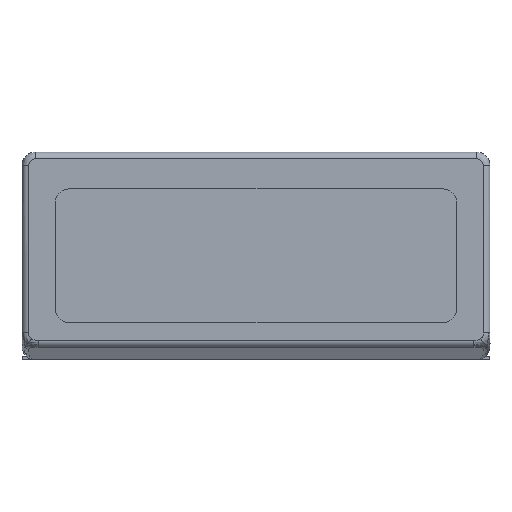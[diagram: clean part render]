
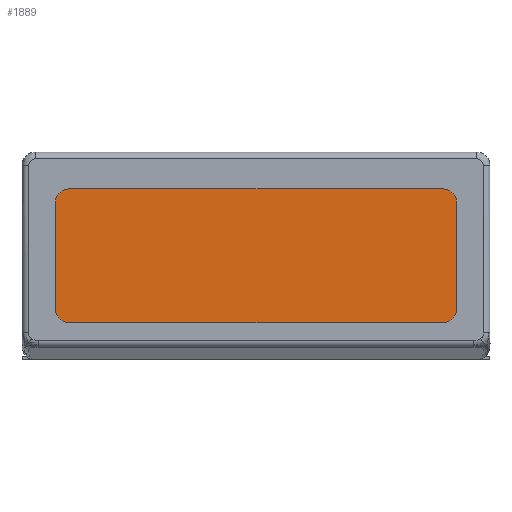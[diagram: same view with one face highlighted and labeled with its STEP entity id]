
A CAD part, top view. The second image highlights one B-rep face of the part: STEP entity #1889.
In plain terms, the highlighted planar face has unit normal (0, 0, 1).
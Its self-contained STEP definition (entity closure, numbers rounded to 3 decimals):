
#51=PLANE('',#2075);
#167=LINE('',#5785,#307);
#171=LINE('',#5797,#311);
#175=LINE('',#5809,#315);
#179=LINE('',#5821,#319);
#307=VECTOR('',#2415,10.);
#311=VECTOR('',#2427,10.);
#315=VECTOR('',#2439,10.);
#319=VECTOR('',#2451,10.);
#499=FACE_OUTER_BOUND('',#619,.T.);
#619=EDGE_LOOP('',(#1633,#1634,#1635,#1636,#1637,#1638,#1639,#1640));
#710=CIRCLE('',#2062,0.1);
#712=CIRCLE('',#2066,0.1);
#714=CIRCLE('',#2070,0.1);
#716=CIRCLE('',#2074,0.1);
#887=VERTEX_POINT('',#5782);
#888=VERTEX_POINT('',#5784);
#890=VERTEX_POINT('',#5790);
#892=VERTEX_POINT('',#5796);
#894=VERTEX_POINT('',#5802);
#896=VERTEX_POINT('',#5808);
#898=VERTEX_POINT('',#5814);
#900=VERTEX_POINT('',#5820);
#1135=EDGE_CURVE('',#888,#887,#167,.T.);
#1138=EDGE_CURVE('',#890,#888,#710,.T.);
#1141=EDGE_CURVE('',#892,#890,#171,.T.);
#1144=EDGE_CURVE('',#894,#892,#712,.T.);
#1147=EDGE_CURVE('',#896,#894,#175,.T.);
#1150=EDGE_CURVE('',#898,#896,#714,.T.);
#1153=EDGE_CURVE('',#900,#898,#179,.T.);
#1156=EDGE_CURVE('',#887,#900,#716,.T.);
#1633=ORIENTED_EDGE('',*,*,#1156,.T.);
#1634=ORIENTED_EDGE('',*,*,#1153,.T.);
#1635=ORIENTED_EDGE('',*,*,#1150,.T.);
#1636=ORIENTED_EDGE('',*,*,#1147,.T.);
#1637=ORIENTED_EDGE('',*,*,#1144,.T.);
#1638=ORIENTED_EDGE('',*,*,#1141,.T.);
#1639=ORIENTED_EDGE('',*,*,#1138,.T.);
#1640=ORIENTED_EDGE('',*,*,#1135,.T.);
#1889=ADVANCED_FACE('',(#499),#51,.T.);
#2062=AXIS2_PLACEMENT_3D('',#5791,#2421,#2422);
#2066=AXIS2_PLACEMENT_3D('',#5803,#2433,#2434);
#2070=AXIS2_PLACEMENT_3D('',#5815,#2445,#2446);
#2074=AXIS2_PLACEMENT_3D('',#5825,#2457,#2458);
#2075=AXIS2_PLACEMENT_3D('',#5826,#2459,#2460);
#2415=DIRECTION('',(1.,0.,0.));
#2421=DIRECTION('center_axis',(0.,0.,1.));
#2422=DIRECTION('ref_axis',(-1.,0.,0.));
#2427=DIRECTION('',(0.,-1.,0.));
#2433=DIRECTION('center_axis',(0.,0.,1.));
#2434=DIRECTION('ref_axis',(0.,1.,0.));
#2439=DIRECTION('',(-1.,0.,0.));
#2445=DIRECTION('center_axis',(0.,0.,1.));
#2446=DIRECTION('ref_axis',(1.,0.,0.));
#2451=DIRECTION('',(0.,1.,0.));
#2457=DIRECTION('center_axis',(0.,0.,1.));
#2458=DIRECTION('ref_axis',(0.,-1.,0.));
#2459=DIRECTION('center_axis',(0.,0.,1.));
#2460=DIRECTION('ref_axis',(1.,0.,0.));
#5782=CARTESIAN_POINT('',(1.4,-0.5,1.5));
#5784=CARTESIAN_POINT('',(-1.4,-0.5,1.5));
#5785=CARTESIAN_POINT('',(1.4,-0.5,1.5));
#5790=CARTESIAN_POINT('',(-1.5,-0.4,1.5));
#5791=CARTESIAN_POINT('Origin',(-1.4,-0.4,1.5));
#5796=CARTESIAN_POINT('',(-1.5,0.4,1.5));
#5797=CARTESIAN_POINT('',(-1.5,-0.4,1.5));
#5802=CARTESIAN_POINT('',(-1.4,0.5,1.5));
#5803=CARTESIAN_POINT('Origin',(-1.4,0.4,1.5));
#5808=CARTESIAN_POINT('',(1.4,0.5,1.5));
#5809=CARTESIAN_POINT('',(-1.4,0.5,1.5));
#5814=CARTESIAN_POINT('',(1.5,0.4,1.5));
#5815=CARTESIAN_POINT('Origin',(1.4,0.4,1.5));
#5820=CARTESIAN_POINT('',(1.5,-0.4,1.5));
#5821=CARTESIAN_POINT('',(1.5,0.4,1.5));
#5825=CARTESIAN_POINT('Origin',(1.4,-0.4,1.5));
#5826=CARTESIAN_POINT('Origin',(0.,0.,1.5));
